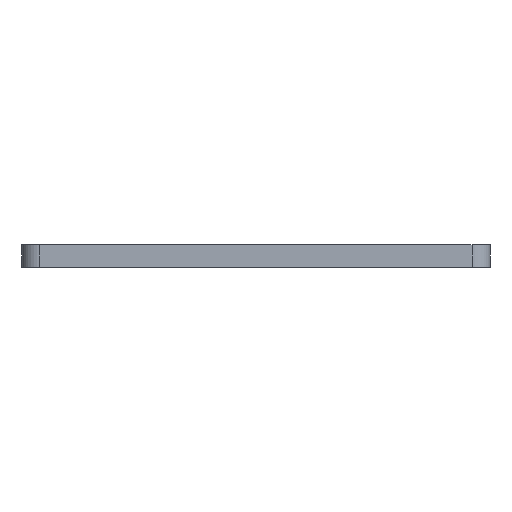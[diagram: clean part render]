
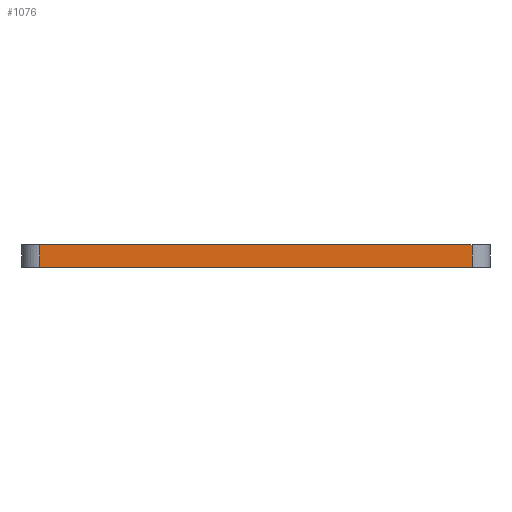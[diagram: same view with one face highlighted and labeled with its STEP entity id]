
A CAD part, front view. The second image highlights one B-rep face of the part: STEP entity #1076.
In plain terms, the highlighted planar face has unit normal (0, -1, 0).
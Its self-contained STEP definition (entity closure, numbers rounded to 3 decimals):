
#49=PLANE('',#1152);
#74=FACE_OUTER_BOUND('',#134,.T.);
#134=EDGE_LOOP('',(#731,#732,#733,#734));
#227=LINE('',#1637,#311);
#229=LINE('',#1643,#313);
#230=LINE('',#1645,#314);
#231=LINE('',#1646,#315);
#311=VECTOR('',#1287,10.);
#313=VECTOR('',#1293,10.);
#314=VECTOR('',#1294,10.);
#315=VECTOR('',#1295,10.);
#468=VERTEX_POINT('',#1634);
#469=VERTEX_POINT('',#1636);
#471=VERTEX_POINT('',#1642);
#472=VERTEX_POINT('',#1644);
#572=EDGE_CURVE('',#468,#469,#227,.T.);
#575=EDGE_CURVE('',#468,#471,#229,.T.);
#576=EDGE_CURVE('',#472,#471,#230,.T.);
#577=EDGE_CURVE('',#472,#469,#231,.T.);
#731=ORIENTED_EDGE('',*,*,#572,.F.);
#732=ORIENTED_EDGE('',*,*,#575,.T.);
#733=ORIENTED_EDGE('',*,*,#576,.F.);
#734=ORIENTED_EDGE('',*,*,#577,.T.);
#1076=ADVANCED_FACE('',(#74),#49,.T.);
#1152=AXIS2_PLACEMENT_3D('',#1641,#1291,#1292);
#1287=DIRECTION('',(0.,0.,1.));
#1291=DIRECTION('center_axis',(0.,-1.,0.));
#1292=DIRECTION('ref_axis',(-1.,0.,0.));
#1293=DIRECTION('',(1.,0.,0.));
#1294=DIRECTION('',(0.,0.,-1.));
#1295=DIRECTION('',(-1.,0.,0.));
#1634=CARTESIAN_POINT('',(-5.,-70.,0.));
#1636=CARTESIAN_POINT('',(-5.,-70.,6.15));
#1637=CARTESIAN_POINT('',(-5.,-70.,6.15));
#1641=CARTESIAN_POINT('Origin',(115.,-70.,6.15));
#1642=CARTESIAN_POINT('',(115.,-70.,0.));
#1643=CARTESIAN_POINT('',(85.,-70.,0.));
#1644=CARTESIAN_POINT('',(115.,-70.,6.15));
#1645=CARTESIAN_POINT('',(115.,-70.,6.15));
#1646=CARTESIAN_POINT('',(115.,-70.,6.15));
